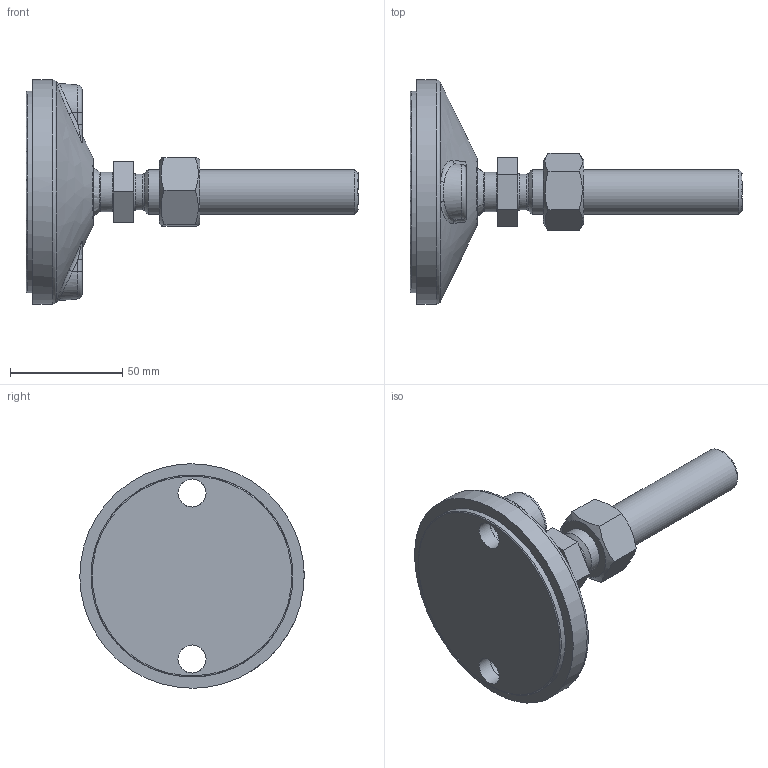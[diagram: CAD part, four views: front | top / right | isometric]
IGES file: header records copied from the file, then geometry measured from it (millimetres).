
Global section: file name: 419920; native system: Autodesk Inventor 2018; preprocessor: unknown; author: Spacek; date: 20191102.110803; units: millimetre
Bounding box: 148 x 100 x 100 mm (x, y, z)
Volume: 164548.5 mm3; surface area: 59840.1 mm2
Topology: 4 solids, 4 shells, 154 faces, 437 edges, 278 vertices
Faces by surface type: bspline 154
